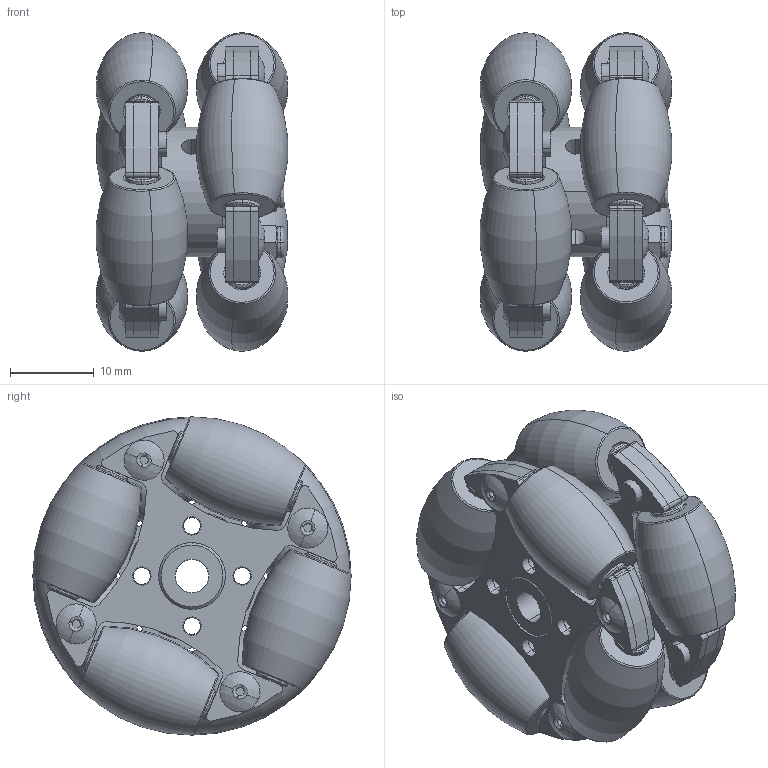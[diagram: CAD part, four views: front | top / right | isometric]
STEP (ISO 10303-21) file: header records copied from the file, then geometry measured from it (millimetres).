
FILE_DESCRIPTION (( 'STEP AP214' ), '1' );
FILE_NAME ('14166.STEP', '2015-11-16T08:34:21', ( 'USER-' ), ( 'MS' ), 'SwSTEP 2.0', 'SolidWorks 2015', '' );
FILE_SCHEMA (( 'AUTOMOTIVE_DESIGN' ));
Length unit declared in the file: millimetre
Products named in the file (10): 穩隊2X4; 滅侂蹟譫M2; 1; 1.5寸90度轮赛钢套; 1.5渡90僅說倛謫; 1.5渡90僅謫苤謫粣; 1.5渡90僅謫嘐隅晚え; 1.5渡90僅謫嘐隅啣; 1.5渡90僅謫笢陑璃; 14166
Assembly tree (34 placements, depth 3):
  14166
    1.5渡90僅謫笢陑璃
    1  x2
      1.5渡90僅謫嘐隅啣
      1.5渡90僅謫嘐隅晚え
      1.5渡90僅謫苤謫粣
      1.5渡90僅說倛謫
      1.5寸90度轮赛钢套
    滅侂蹟譫M2  x4
    穩隊2X4  x8
Bounding box: 22.86 x 38.09 x 38.09 mm (x, y, z)
Volume: 13892.2 mm3; surface area: 16894.2 mm2
Topology: 51 solids, 51 shells, 1106 faces, 2630 edges, 1660 vertices
Faces by surface type: cylinder 530, plane 272, cone 216, torus 72, sphere 16
Entity records: 9212 total; most frequent: CARTESIAN_POINT 1664, DIRECTION 1628, ORIENTED_EDGE 1388, EDGE_CURVE 694, AXIS2_PLACEMENT_3D 650, VERTEX_POINT 450, CIRCLE 346, VECTOR 328
